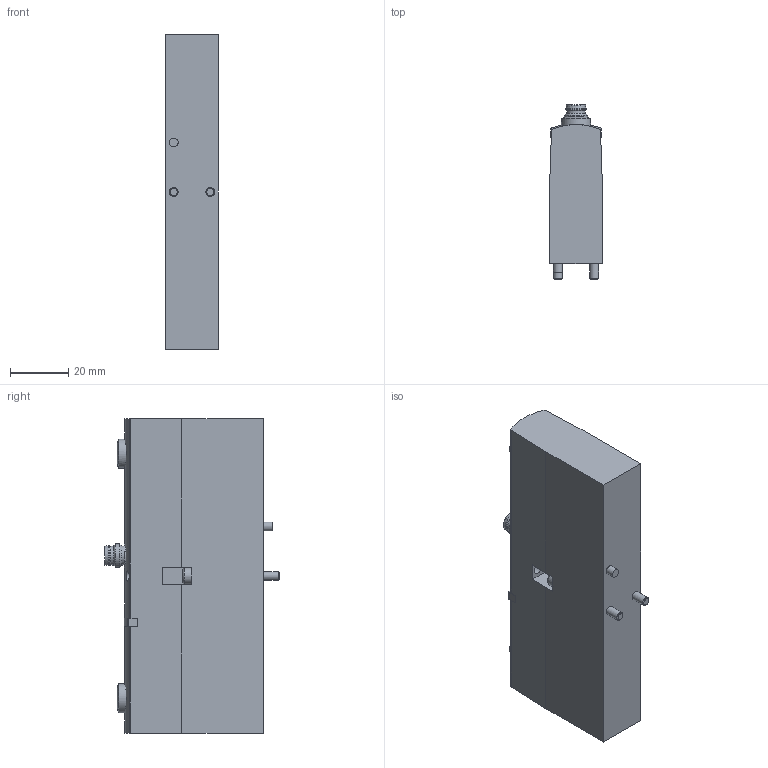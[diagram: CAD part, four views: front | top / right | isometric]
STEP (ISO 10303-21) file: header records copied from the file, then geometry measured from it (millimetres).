
FILE_DESCRIPTION(/* description */ ('STEP AP214'),/* implementation_level */ '2;1');
FILE_NAME(/* name */ '534782_VSVA-B-T32U-AZH-A2-1R2L',/* time_stamp */ '2024-09-17T10:40:01+02:00',/* author */ ('License CC BY-ND 4.0'),/* organization */ ('CADENAS'),/* preprocessor_version */ 'ST-DEVELOPER v19.3',/* originating_system */ 'PARTsolutions',/* authorisation */ ' ');
FILE_SCHEMA (('AUTOMOTIVE_DESIGN {1 0 10303 214 3 1 1}'));
Length unit declared in the file: millimetre
Products named in the file (1): 534782 VSVA-B-T32U-AZH-A2-1R2L
Bounding box: 18 x 59.8 x 107.8 mm (x, y, z)
Volume: 89633.1 mm3; surface area: 16707.2 mm2
Topology: 1 solids, 1 shells, 100 faces, 235 edges, 153 vertices
Faces by surface type: plane 55, cylinder 30, torus 8, cone 7
Full cylindrical faces by diameter (mm): 1 x4, 3 x3, 3.5 x2, 5.5 x2, 5.8 x1, 6.5 x2, 6.9 x1, 8 x1, 9 x1, 10 x2
Entity records: 3391 total; most frequent: CARTESIAN_POINT 492, DIRECTION 462, ORIENTED_EDGE 384, EDGE_CURVE 192, AXIS2_PLACEMENT_3D 174, EDGE_LOOP 154, FACE_BOUND 154, VERTEX_POINT 144
